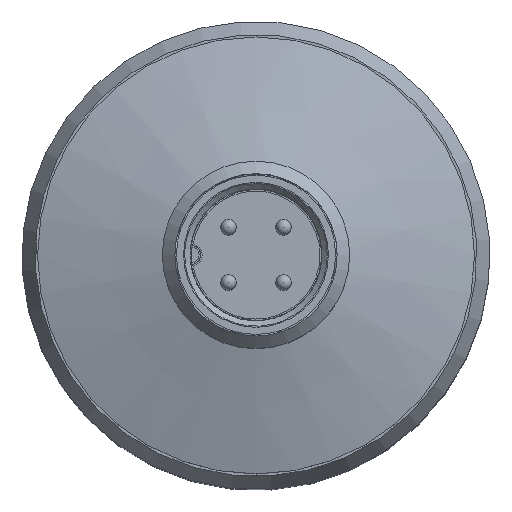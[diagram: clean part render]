
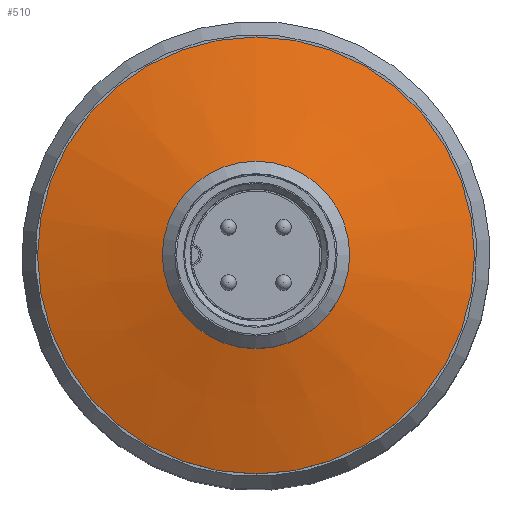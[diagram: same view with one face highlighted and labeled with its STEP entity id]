
A CAD part, top view. The second image highlights one B-rep face of the part: STEP entity #510.
In plain terms, the highlighted conical face has half-angle 74.141 degrees and reference radius 9.6 mm.
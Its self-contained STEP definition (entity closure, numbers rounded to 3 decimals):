
#57=CONICAL_SURFACE('',#585,9.6,74.141);
#76=FACE_BOUND('',#173,.T.);
#116=FACE_OUTER_BOUND('',#172,.T.);
#172=EDGE_LOOP('',(#394));
#173=EDGE_LOOP('',(#395));
#221=CIRCLE('',#578,14.);
#223=CIRCLE('',#586,5.2);
#266=VERTEX_POINT('',#978);
#272=VERTEX_POINT('',#1128);
#319=EDGE_CURVE('',#266,#266,#221,.T.);
#325=EDGE_CURVE('',#272,#272,#223,.T.);
#394=ORIENTED_EDGE('',*,*,#319,.T.);
#395=ORIENTED_EDGE('',*,*,#325,.F.);
#510=ADVANCED_FACE('',(#116,#76),#57,.T.);
#578=AXIS2_PLACEMENT_3D('',#979,#692,#693);
#585=AXIS2_PLACEMENT_3D('',#1127,#706,#707);
#586=AXIS2_PLACEMENT_3D('',#1129,#708,#709);
#692=DIRECTION('center_axis',(0.,0.,
1.));
#693=DIRECTION('ref_axis',(0.,-1.,0.));
#706=DIRECTION('center_axis',(0.,0.,
-1.));
#707=DIRECTION('ref_axis',(0.,-1.,0.));
#708=DIRECTION('center_axis',(0.,0.,
1.));
#709=DIRECTION('ref_axis',(0.,-1.,0.));
#978=CARTESIAN_POINT('',(0.,-14.,48.5));
#979=CARTESIAN_POINT('Origin',(0.,0.,
48.5));
#1127=CARTESIAN_POINT('Origin',(0.,0.,
49.75));
#1128=CARTESIAN_POINT('',(0.,-5.2,51.));
#1129=CARTESIAN_POINT('Origin',(0.,0.,
51.));
